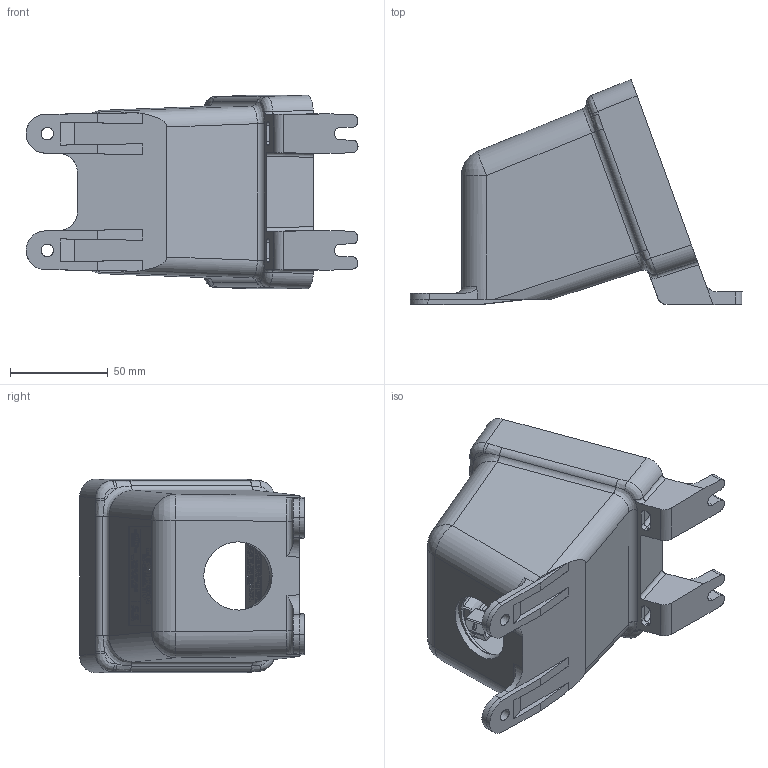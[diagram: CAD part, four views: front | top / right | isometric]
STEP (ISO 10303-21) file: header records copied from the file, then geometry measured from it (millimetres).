
FILE_DESCRIPTION (( 'STEP AP214' ), '1' );
FILE_NAME ('CATSTD-BX230-LEV-M01.STEP', '2023-01-17T15:50:17', ( '' ), ( '' ), 'SwSTEP 2.0', 'SolidWorks 2020', '' );
FILE_SCHEMA (( 'AUTOMOTIVE_DESIGN' ));
Length unit declared in the file: inch
Products named in the file (1): CATSTD-BX230-LEV-M01
Bounding box: 169.92 x 115.06 x 99.06 mm (x, y, z)
Volume: 216751.1 mm3; surface area: 116327.1 mm2
Topology: 8 solids, 8 shells, 2800 faces, 7412 edges, 4857 vertices
Faces by surface type: plane 1666, bspline 817, cylinder 199, cone 52, sphere 34, torus 32
Full cylindrical faces by diameter (mm): 1.397 x2, 7.925 x2, 35.814 x1
Entity records: 159972 total; most frequent: CARTESIAN_POINT 60805, ORIENTED_EDGE 14682, DIRECTION 9680, EDGE_CURVE 7341, VERTEX_POINT 4830, LINE 4824, VECTOR 4824, EDGE_LOOP 3093
